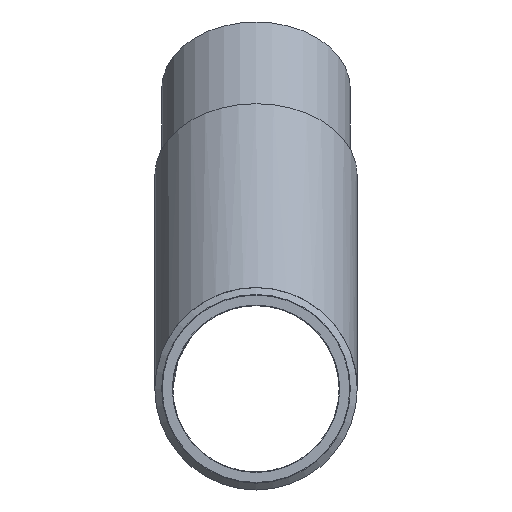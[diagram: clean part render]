
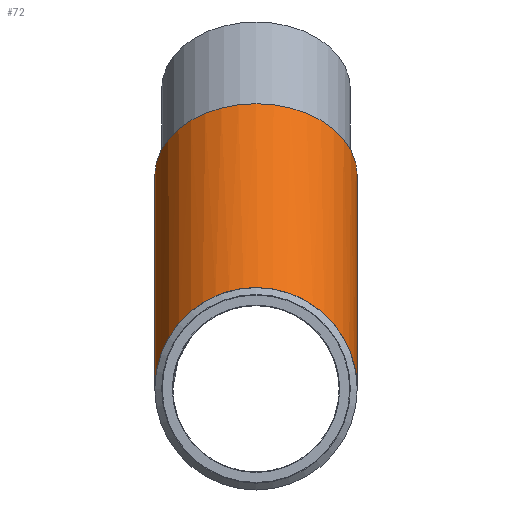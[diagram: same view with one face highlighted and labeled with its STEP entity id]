
A CAD part, left-side view. The second image highlights one B-rep face of the part: STEP entity #72.
In plain terms, the highlighted cylindrical face has radius 85.837 mm (diameter 171.674 mm), a full revolution.
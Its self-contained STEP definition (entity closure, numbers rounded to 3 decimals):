
#72 = ADVANCED_FACE( '', ( #156, #157 ), #158, .T. );
#156 = FACE_OUTER_BOUND( '', #237, .T. );
#157 = FACE_OUTER_BOUND( '', #238, .T. );
#158 = CYLINDRICAL_SURFACE( '', #239, 85.837 );
#237 = EDGE_LOOP( '', ( #343 ) );
#238 = EDGE_LOOP( '', ( #344, #345 ) );
#239 = AXIS2_PLACEMENT_3D( '', #346, #347, #348 );
#343 = ORIENTED_EDGE( '', *, *, #380, .F. );
#344 = ORIENTED_EDGE( '', *, *, #399, .T. );
#345 = ORIENTED_EDGE( '', *, *, #400, .T. );
#346 = CARTESIAN_POINT( '', ( 420.558, 0., 254.558 ) );
#347 = DIRECTION( '', ( -0.707, 0., -0.707 ) );
#348 = DIRECTION( '', ( 0.707, 0., -0.707 ) );
#380 = EDGE_CURVE( '', #429, #429, #430, .T. );
#399 = EDGE_CURVE( '', #457, #458, #459, .F. );
#400 = EDGE_CURVE( '', #458, #457, #460, .T. );
#429 = VERTEX_POINT( '', #489 );
#430 = CIRCLE( '', #490, 85.837 );
#457 = VERTEX_POINT( '', #517 );
#458 = VERTEX_POINT( '', #518 );
#459 = ELLIPSE( '', #519, 224.303, 85.837 );
#460 = ELLIPSE( '', #520, 92.909, 85.837 );
#489 = CARTESIAN_POINT( '', ( 407.831, 0., 120.439 ) );
#490 = AXIS2_PLACEMENT_3D( '', #553, #554, #555 );
#517 = CARTESIAN_POINT( '', ( 166., -85.837, 0. ) );
#518 = CARTESIAN_POINT( '', ( 166., 85.837, 0. ) );
#519 = AXIS2_PLACEMENT_3D( '', #580, #581, #582 );
#520 = AXIS2_PLACEMENT_3D( '', #583, #584, #585 );
#553 = CARTESIAN_POINT( '', ( 347.135, 0., 181.135 ) );
#554 = DIRECTION( '', ( 0.707, 0., 0.707 ) );
#555 = DIRECTION( '', ( 0.707, 0., -0.707 ) );
#580 = CARTESIAN_POINT( '', ( 166., 0., 0. ) );
#581 = DIRECTION( '', ( 0.383, 0., -0.924 ) );
#582 = DIRECTION( '', ( 0.924, 0., 0.383 ) );
#583 = CARTESIAN_POINT( '', ( 166., 0., 0. ) );
#584 = DIRECTION( '', ( 0.924, 0., 0.383 ) );
#585 = DIRECTION( '', ( 0.383, 0., -0.924 ) );
